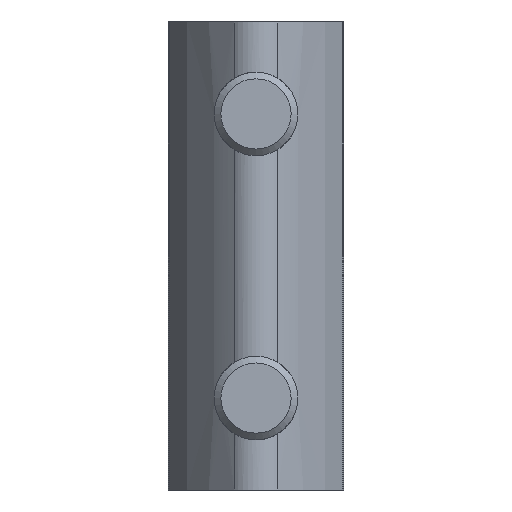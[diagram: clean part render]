
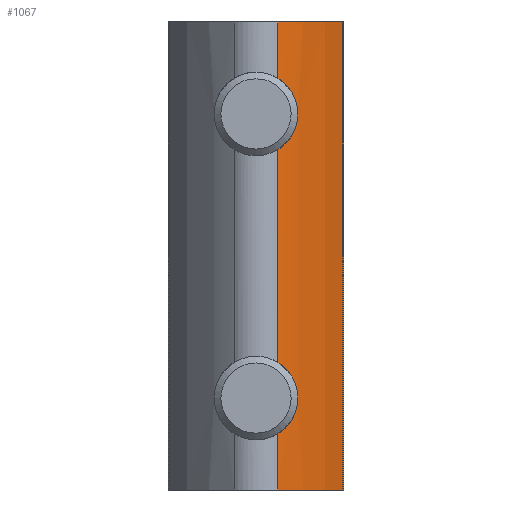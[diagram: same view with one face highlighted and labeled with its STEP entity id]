
A CAD part, front view. The second image highlights one B-rep face of the part: STEP entity #1067.
In plain terms, the highlighted cylindrical face has radius 16 mm (diameter 32 mm), a partial arc.
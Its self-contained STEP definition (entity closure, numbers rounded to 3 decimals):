
#1067=ADVANCED_FACE('',(#1224),#1225,.T.);
#1224=FACE_OUTER_BOUND('',#1400,.T.);
#1225=CYLINDRICAL_SURFACE('',#1401,16.0);
#1400=EDGE_LOOP('',(#1881,#1882,#1883,#1884,#1885,#1886,#1887,#1888));
#1401=AXIS2_PLACEMENT_3D('',#1889,#1890,#1891);
#1881=ORIENTED_EDGE('',*,*,#2175,.T.);
#1882=ORIENTED_EDGE('',*,*,#2176,.T.);
#1883=ORIENTED_EDGE('',*,*,#2177,.T.);
#1884=ORIENTED_EDGE('',*,*,#2178,.T.);
#1885=ORIENTED_EDGE('',*,*,#2179,.T.);
#1886=ORIENTED_EDGE('',*,*,#2180,.T.);
#1887=ORIENTED_EDGE('',*,*,#2181,.T.);
#1888=ORIENTED_EDGE('',*,*,#2182,.T.);
#1889=CARTESIAN_POINT('',(-9.203,6.25,14.0));
#1890=DIRECTION('',(0.0,0.0,-1.0));
#1891=DIRECTION('',(-1.0,0.0,0.0));
#2175=EDGE_CURVE('',#2445,#2446,#2447,.T.);
#2176=EDGE_CURVE('',#2446,#2448,#2449,.F.);
#2177=EDGE_CURVE('',#2448,#2450,#2451,.F.);
#2178=EDGE_CURVE('',#2450,#2452,#2453,.T.);
#2179=EDGE_CURVE('',#2452,#2454,#2455,.T.);
#2180=EDGE_CURVE('',#2454,#2456,#2457,.T.);
#2181=EDGE_CURVE('',#2456,#2458,#2459,.T.);
#2182=EDGE_CURVE('',#2458,#2445,#2460,.T.);
#2445=VERTEX_POINT('',#3129);
#2446=VERTEX_POINT('',#3130);
#2447=LINE('',#3131,#3132);
#2448=VERTEX_POINT('',#3133);
#2449=CIRCLE('',#3134,16.0);
#2450=VERTEX_POINT('',#3135);
#2451=LINE('',#3136,#3137);
#2452=VERTEX_POINT('',#3138);
#2453=CIRCLE('',#3139,16.0);
#2454=VERTEX_POINT('',#3140);
#2455=LINE('',#3141,#3142);
#2456=VERTEX_POINT('',#3143);
#2457=B_SPLINE_CURVE_WITH_KNOTS('',3,(#3144,#3145,#3146,#3147,#3148,#3149,#3150,#3151,#3152,#3153,#3154,#3155,#3156,#3157,#3158,#3159,#3160,#3161,#3162,#3163,#3164,#3165),.UNSPECIFIED.,.F.,.F.,(4,2,2,2,2,2,2,2,2,2,4),(0.0,0.001,0.001,0.002,0.002,0.002,0.003,0.004,0.004,0.005,0.006),.UNSPECIFIED.);
#2458=VERTEX_POINT('',#3166);
#2459=LINE('',#3167,#3168);
#2460=B_SPLINE_CURVE_WITH_KNOTS('',3,(#3169,#3170,#3171,#3172,#3173,#3174,#3175,#3176,#3177,#3178,#3179,#3180,#3181,#3182,#3183,#3184,#3185,#3186,#3187,#3188,#3189,#3190),.UNSPECIFIED.,.F.,.F.,(4,2,2,2,2,2,2,2,2,2,4),(0.,0.001,0.001,0.002,0.002,0.002,0.003,0.004,0.004,0.005,0.006),.UNSPECIFIED.);
#3129=CARTESIAN_POINT('',(1.315,-5.807,-10.626));
#3130=CARTESIAN_POINT('',(1.315,-5.807,-14.0));
#3131=CARTESIAN_POINT('',(1.315,-5.807,14.0));
#3132=VECTOR('',#3552,1.0);
#3133=CARTESIAN_POINT('',(5.2,-0.718,-14.0));
#3134=AXIS2_PLACEMENT_3D('',#3553,#3554,#3555);
#3135=CARTESIAN_POINT('',(5.2,-0.718,14.0));
#3136=CARTESIAN_POINT('',(5.2,-0.718,14.0));
#3137=VECTOR('',#3556,1.0);
#3138=CARTESIAN_POINT('',(1.315,-5.807,14.0));
#3139=AXIS2_PLACEMENT_3D('',#3557,#3558,#3559);
#3140=CARTESIAN_POINT('',(1.315,-5.807,10.626));
#3141=CARTESIAN_POINT('',(1.315,-5.807,14.0));
#3142=VECTOR('',#3560,1.0);
#3143=CARTESIAN_POINT('',(1.315,-5.807,6.374));
#3144=CARTESIAN_POINT('',(1.315,-5.807,10.626));
#3145=CARTESIAN_POINT('',(1.477,-5.666,10.526));
#3146=CARTESIAN_POINT('',(1.627,-5.529,10.408));
#3147=CARTESIAN_POINT('',(1.903,-5.269,10.133));
#3148=CARTESIAN_POINT('',(2.03,-5.145,9.975));
#3149=CARTESIAN_POINT('',(2.193,-4.981,9.705));
#3150=CARTESIAN_POINT('',(2.243,-4.93,9.61));
#3151=CARTESIAN_POINT('',(2.331,-4.839,9.411));
#3152=CARTESIAN_POINT('',(2.37,-4.799,9.305));
#3153=CARTESIAN_POINT('',(2.433,-4.732,9.086));
#3154=CARTESIAN_POINT('',(2.458,-4.706,8.973));
#3155=CARTESIAN_POINT('',(2.491,-4.67,8.742));
#3156=CARTESIAN_POINT('',(2.5,-4.661,8.621));
#3157=CARTESIAN_POINT('',(2.5,-4.66,8.267));
#3158=CARTESIAN_POINT('',(2.466,-4.697,8.03));
#3159=CARTESIAN_POINT('',(2.341,-4.829,7.593));
#3160=CARTESIAN_POINT('',(2.25,-4.924,7.39));
#3161=CARTESIAN_POINT('',(2.034,-5.141,7.031));
#3162=CARTESIAN_POINT('',(1.906,-5.266,6.871));
#3163=CARTESIAN_POINT('',(1.628,-5.528,6.593));
#3164=CARTESIAN_POINT('',(1.477,-5.665,6.474));
#3165=CARTESIAN_POINT('',(1.315,-5.807,6.374));
#3166=CARTESIAN_POINT('',(1.315,-5.807,-6.374));
#3167=CARTESIAN_POINT('',(1.315,-5.807,14.0));
#3168=VECTOR('',#3561,1.0);
#3169=CARTESIAN_POINT('',(1.315,-5.807,-6.374));
#3170=CARTESIAN_POINT('',(1.477,-5.666,-6.474));
#3171=CARTESIAN_POINT('',(1.627,-5.529,-6.592));
#3172=CARTESIAN_POINT('',(1.903,-5.269,-6.867));
#3173=CARTESIAN_POINT('',(2.03,-5.145,-7.025));
#3174=CARTESIAN_POINT('',(2.193,-4.981,-7.295));
#3175=CARTESIAN_POINT('',(2.243,-4.93,-7.39));
#3176=CARTESIAN_POINT('',(2.331,-4.839,-7.589));
#3177=CARTESIAN_POINT('',(2.37,-4.799,-7.695));
#3178=CARTESIAN_POINT('',(2.433,-4.732,-7.914));
#3179=CARTESIAN_POINT('',(2.458,-4.706,-8.027));
#3180=CARTESIAN_POINT('',(2.491,-4.67,-8.258));
#3181=CARTESIAN_POINT('',(2.5,-4.661,-8.379));
#3182=CARTESIAN_POINT('',(2.5,-4.66,-8.733));
#3183=CARTESIAN_POINT('',(2.466,-4.697,-8.97));
#3184=CARTESIAN_POINT('',(2.341,-4.829,-9.407));
#3185=CARTESIAN_POINT('',(2.25,-4.924,-9.61));
#3186=CARTESIAN_POINT('',(2.034,-5.141,-9.969));
#3187=CARTESIAN_POINT('',(1.906,-5.266,-10.129));
#3188=CARTESIAN_POINT('',(1.628,-5.528,-10.407));
#3189=CARTESIAN_POINT('',(1.477,-5.665,-10.526));
#3190=CARTESIAN_POINT('',(1.315,-5.807,-10.626));
#3552=DIRECTION('',(0.0,0.0,-1.0));
#3553=CARTESIAN_POINT('',(-9.203,6.25,-14.0));
#3554=DIRECTION('',(0.0,0.0,-1.0));
#3555=DIRECTION('',(-1.0,0.0,0.0));
#3556=DIRECTION('',(0.0,0.0,-1.0));
#3557=CARTESIAN_POINT('',(-9.203,6.25,14.0));
#3558=DIRECTION('',(0.0,0.0,-1.0));
#3559=DIRECTION('',(-1.0,0.0,0.0));
#3560=DIRECTION('',(0.0,0.0,-1.0));
#3561=DIRECTION('',(0.0,0.0,-1.0));
